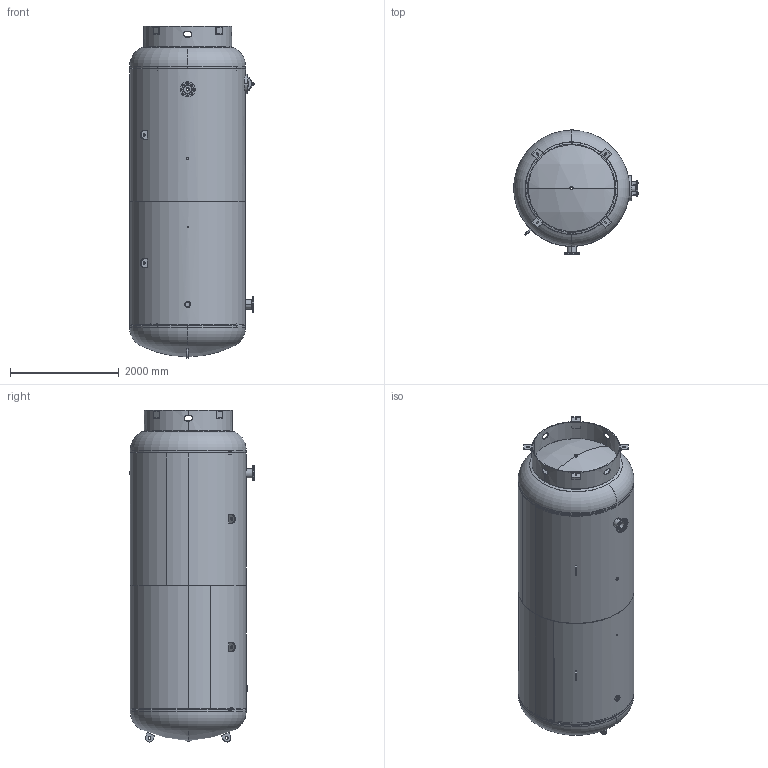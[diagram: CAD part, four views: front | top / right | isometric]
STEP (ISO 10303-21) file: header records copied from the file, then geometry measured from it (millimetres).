
FILE_DESCRIPTION (( 'STEP AP214' ), '1' );
FILE_NAME ('304718.STEP', '2025-10-21T17:22:32', ( '' ), ( '' ), 'SwSTEP 2.0', 'SolidWorks 2022', '' );
FILE_SCHEMA (( 'AUTOMOTIVE_DESIGN' ));
Length unit declared in the file: inch
Products named in the file (1): 304718
Bounding box: 2295.43 x 2298.7 x 6117.76 mm (x, y, z)
Surface area: 72321078.5 mm2 (no closed solid volume)
Topology: 0 solids, 39 shells, 327 faces, 1030 edges, 725 vertices
Faces by surface type: cylinder 163, plane 114, bspline 20, torus 18, sphere 8, cone 4
Entity records: 21493 total; most frequent: CARTESIAN_POINT 8145, DIRECTION 1945, ORIENTED_EDGE 1683, EDGE_CURVE 1030, AXIS2_PLACEMENT_3D 754, VERTEX_POINT 725, CIRCLE 446, LINE 437
